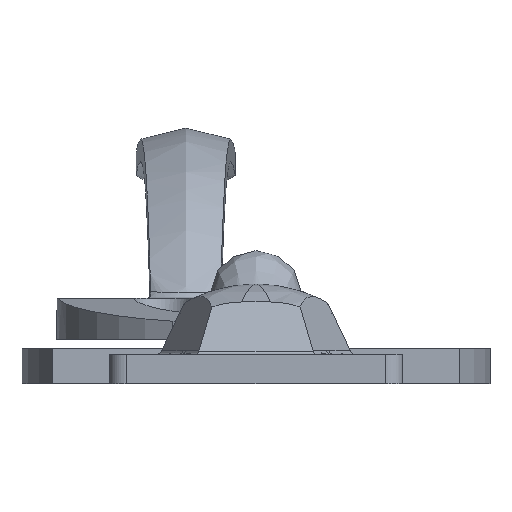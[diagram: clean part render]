
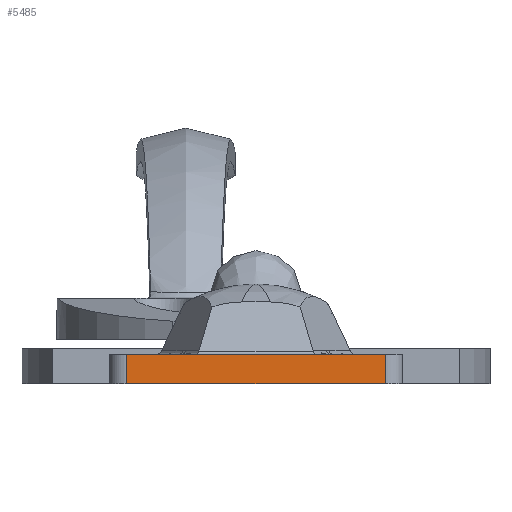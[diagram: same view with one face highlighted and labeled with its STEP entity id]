
A CAD part, left-side view. The second image highlights one B-rep face of the part: STEP entity #5485.
In plain terms, the highlighted free-form (B-spline) face has degree [1, 1] with [2, 2] control points.
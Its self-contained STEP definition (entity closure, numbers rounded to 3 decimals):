
#5419=CARTESIAN_POINT('',(-58.5,22.0,0.0));
#5420=VERTEX_POINT('',#5419);
#5434=CARTESIAN_POINT('',(-58.5,22.0,5.0));
#5435=VERTEX_POINT('',#5434);
#5436=CARTESIAN_POINT('',(-58.5,22.0,5.0));
#5437=CARTESIAN_POINT('',(-58.5,22.0,0.0));
#5438=QUASI_UNIFORM_CURVE('',1,(#5436,#5437),.UNSPECIFIED.,.F.,.U.);
#5439=EDGE_CURVE('',#5435,#5420,#5438,.T.);
#5458=CARTESIAN_POINT('',(-58.5,24.198,-0.25));
#5459=CARTESIAN_POINT('',(-58.5,24.198,5.25));
#5460=CARTESIAN_POINT('',(-58.5,-24.198,-0.25));
#5461=CARTESIAN_POINT('',(-58.5,-24.198,5.25));
#5462=B_SPLINE_SURFACE_WITH_KNOTS('',1,1,((#5458,#5460),(#5459,#5461)),.UNSPECIFIED.,.F.,.F.,.U.,(2,2),(2,2),(0.0,5.5),(0.0,48.396),.UNSPECIFIED.);
#5463=CARTESIAN_POINT('',(-58.5,-22.0,0.0));
#5464=VERTEX_POINT('',#5463);
#5465=CARTESIAN_POINT('',(-58.5,-22.0,0.0));
#5466=CARTESIAN_POINT('',(-58.5,22.0,0.0));
#5467=QUASI_UNIFORM_CURVE('',1,(#5465,#5466),.UNSPECIFIED.,.F.,.U.);
#5468=EDGE_CURVE('',#5464,#5420,#5467,.T.);
#5469=ORIENTED_EDGE('',*,*,#5468,.F.);
#5470=CARTESIAN_POINT('',(-58.5,-22.0,5.0));
#5471=VERTEX_POINT('',#5470);
#5472=CARTESIAN_POINT('',(-58.5,-22.0,5.0));
#5473=CARTESIAN_POINT('',(-58.5,-22.0,0.0));
#5474=QUASI_UNIFORM_CURVE('',1,(#5472,#5473),.UNSPECIFIED.,.F.,.U.);
#5475=EDGE_CURVE('',#5471,#5464,#5474,.T.);
#5476=ORIENTED_EDGE('',*,*,#5475,.F.);
#5477=CARTESIAN_POINT('',(-58.5,-22.0,5.0));
#5478=CARTESIAN_POINT('',(-58.5,22.0,5.0));
#5479=QUASI_UNIFORM_CURVE('',1,(#5477,#5478),.UNSPECIFIED.,.F.,.U.);
#5480=EDGE_CURVE('',#5471,#5435,#5479,.T.);
#5481=ORIENTED_EDGE('',*,*,#5480,.T.);
#5482=ORIENTED_EDGE('',*,*,#5439,.T.);
#5483=EDGE_LOOP('',(#5469,#5476,#5481,#5482));
#5484=FACE_OUTER_BOUND('',#5483,.T.);
#5485=ADVANCED_FACE('',(#5484),#5462,.F.);
